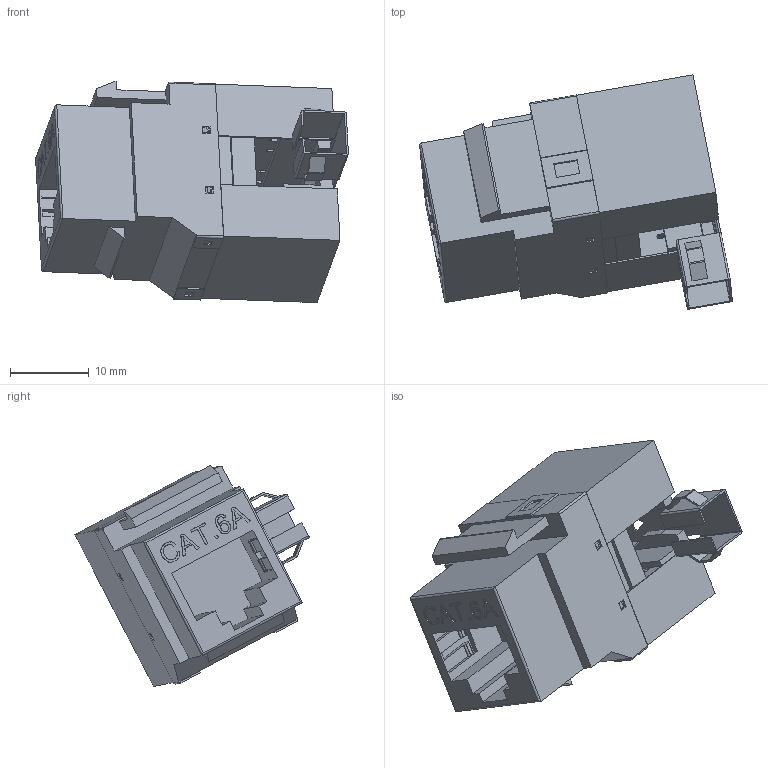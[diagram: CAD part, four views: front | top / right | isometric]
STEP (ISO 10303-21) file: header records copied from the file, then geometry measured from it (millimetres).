
FILE_DESCRIPTION (( 'STEP AP214' ), '1' );
FILE_NAME ('810100703332_3D.STEP', '2022-07-12T16:46:39', ( '' ), ( '' ), 'SwSTEP 2.0', 'SolidWorks 2021', '' );
FILE_SCHEMA (( 'AUTOMOTIVE_DESIGN' ));
Length unit declared in the file: inch
Products named in the file (4): 810100703332-1; 810100703332_3D; 810100703332-2; 810100703332-3
Assembly tree (3 placements, depth 2):
  810100703332_3D
    810100703332-1
    810100703332-2
    810100703332-3
Bounding box: 39.63 x 29.68 x 28.03 mm (x, y, z)
Volume: 8413.8 mm3; surface area: 9928.4 mm2
Topology: 3 solids, 3 shells, 772 faces, 2160 edges, 1416 vertices
Faces by surface type: plane 672, cylinder 76, bspline 24
Entity records: 26123 total; most frequent: CARTESIAN_POINT 6151, ORIENTED_EDGE 4320, DIRECTION 3749, EDGE_CURVE 2160, VECTOR 1953, LINE 1953, VERTEX_POINT 1416, AXIS2_PLACEMENT_3D 898
